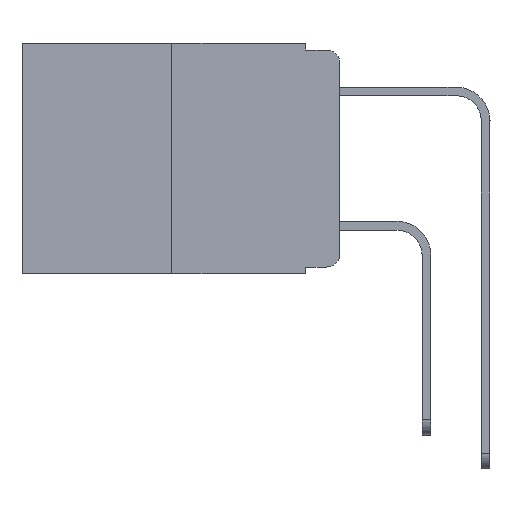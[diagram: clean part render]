
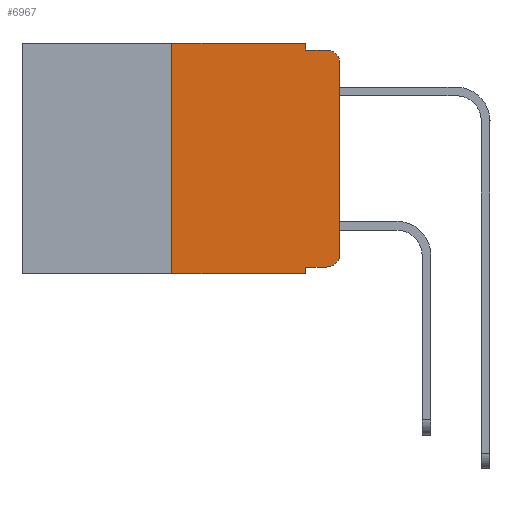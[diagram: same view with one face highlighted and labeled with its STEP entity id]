
A CAD part, left-side view. The second image highlights one B-rep face of the part: STEP entity #6967.
In plain terms, the highlighted planar face has unit normal (-1, 0, 0).
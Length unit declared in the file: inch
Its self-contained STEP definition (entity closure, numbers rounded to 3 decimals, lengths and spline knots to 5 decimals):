
#522 = LINE ( 'NONE', #26228, #20120 ) ;
#713 = CARTESIAN_POINT ( 'NONE',  ( 0., 0.25, -0.343 ) ) ;
#959 = EDGE_CURVE ( 'NONE', #3893, #19360, #8822, .T. ) ;
#987 = LINE ( 'NONE', #1810, #22526 ) ;
#1575 = LINE ( 'NONE', #16071, #6516 ) ;
#1598 = EDGE_CURVE ( 'NONE', #3893, #2467, #20170, .T. ) ;
#1609 = DIRECTION ( 'NONE',  ( 0., 0., -1. ) ) ;
#1640 = CARTESIAN_POINT ( 'NONE',  ( 0., 0.051, 0. ) ) ;
#1718 = EDGE_CURVE ( 'NONE', #14158, #19950, #1575, .T. ) ;
#1810 = CARTESIAN_POINT ( 'NONE',  ( 0., 0.473, 0. ) ) ;
#2467 = VERTEX_POINT ( 'NONE', #3397 ) ;
#2818 = VERTEX_POINT ( 'NONE', #7247 ) ;
#2828 = EDGE_CURVE ( 'NONE', #2818, #24424, #12335, .T. ) ;
#3277 = VECTOR ( 'NONE', #15149, 39.37008 ) ;
#3397 = CARTESIAN_POINT ( 'NONE',  ( 0., 0.051, -0.343 ) ) ;
#3698 = DIRECTION ( 'NONE',  ( -1., 0., 0. ) ) ;
#3893 = VERTEX_POINT ( 'NONE', #15964 ) ;
#3939 = DIRECTION ( 'NONE',  ( 0., -1., 0. ) ) ;
#4140 = AXIS2_PLACEMENT_3D ( 'NONE', #16226, #3698, #18262 ) ;
#4354 = ORIENTED_EDGE ( 'NONE', *, *, #13942, .T. ) ;
#4385 = DIRECTION ( 'NONE',  ( -1., 0., 0. ) ) ;
#4735 = CARTESIAN_POINT ( 'NONE',  ( 0., 0.051, -0.01 ) ) ;
#6516 = VECTOR ( 'NONE', #15810, 39.37008 ) ;
#6753 = VECTOR ( 'NONE', #14984, 39.37008 ) ;
#6795 = VERTEX_POINT ( 'NONE', #7298 ) ;
#6967 = ADVANCED_FACE ( 'NONE', ( #23239 ), #10003, .F. ) ;
#7247 = CARTESIAN_POINT ( 'NONE',  ( 0., 0.051, 0. ) ) ;
#7298 = CARTESIAN_POINT ( 'NONE',  ( 0., 0.02, -0.01 ) ) ;
#7617 = ORIENTED_EDGE ( 'NONE', *, *, #21735, .F. ) ;
#8456 = CARTESIAN_POINT ( 'NONE',  ( 0., 0.051, -0.01 ) ) ;
#8459 = CARTESIAN_POINT ( 'NONE',  ( 0., 0.051, -0.333 ) ) ;
#8822 = LINE ( 'NONE', #8459, #3277 ) ;
#8900 = ORIENTED_EDGE ( 'NONE', *, *, #17639, .T. ) ;
#9409 = AXIS2_PLACEMENT_3D ( 'NONE', #12158, #26513, #14274 ) ;
#9552 = ORIENTED_EDGE ( 'NONE', *, *, #13031, .F. ) ;
#9730 = CIRCLE ( 'NONE', #4140, 0.02 ) ;
#10003 = PLANE ( 'NONE',  #9409 ) ;
#10176 = CARTESIAN_POINT ( 'NONE',  ( 0., 0.25, 0. ) ) ;
#10434 = CARTESIAN_POINT ( 'NONE',  ( 0., 0., -0.03 ) ) ;
#10564 = DIRECTION ( 'NONE',  ( 0., -1., 0. ) ) ;
#11877 = ORIENTED_EDGE ( 'NONE', *, *, #25679, .T. ) ;
#12158 = CARTESIAN_POINT ( 'NONE',  ( 0., 0.473, 0. ) ) ;
#12289 = VERTEX_POINT ( 'NONE', #13825 ) ;
#12335 = LINE ( 'NONE', #12575, #6753 ) ;
#12536 = ORIENTED_EDGE ( 'NONE', *, *, #17480, .F. ) ;
#12575 = CARTESIAN_POINT ( 'NONE',  ( 0., 0.051, 0. ) ) ;
#12914 = CIRCLE ( 'NONE', #21419, 0.02 ) ;
#13031 = EDGE_CURVE ( 'NONE', #14483, #12289, #18222, .T. ) ;
#13825 = CARTESIAN_POINT ( 'NONE',  ( 0., 0.25, 0. ) ) ;
#13942 = EDGE_CURVE ( 'NONE', #14483, #2467, #522, .T. ) ;
#14158 = VERTEX_POINT ( 'NONE', #22779 ) ;
#14274 = DIRECTION ( 'NONE',  ( 0., 0., -1. ) ) ;
#14483 = VERTEX_POINT ( 'NONE', #713 ) ;
#14711 = VECTOR ( 'NONE', #1609, 39.37008 ) ;
#14984 = DIRECTION ( 'NONE',  ( 0., 0., -1. ) ) ;
#15149 = DIRECTION ( 'NONE',  ( 0., -1., 0. ) ) ;
#15450 = LINE ( 'NONE', #8456, #25677 ) ;
#15810 = DIRECTION ( 'NONE',  ( 0., 0., 1. ) ) ;
#15964 = CARTESIAN_POINT ( 'NONE',  ( 0., 0.051, -0.333 ) ) ;
#16071 = CARTESIAN_POINT ( 'NONE',  ( 0., 0., 0. ) ) ;
#16121 = ORIENTED_EDGE ( 'NONE', *, *, #1718, .T. ) ;
#16226 = CARTESIAN_POINT ( 'NONE',  ( 0., 0.02, -0.313 ) ) ;
#16890 = CARTESIAN_POINT ( 'NONE',  ( 0., 0.02, -0.03 ) ) ;
#17362 = ORIENTED_EDGE ( 'NONE', *, *, #959, .T. ) ;
#17480 = EDGE_CURVE ( 'NONE', #12289, #2818, #987, .T. ) ;
#17639 = EDGE_CURVE ( 'NONE', #19950, #6795, #12914, .T. ) ;
#18008 = ORIENTED_EDGE ( 'NONE', *, *, #2828, .F. ) ;
#18222 = LINE ( 'NONE', #10176, #23059 ) ;
#18262 = DIRECTION ( 'NONE',  ( 0., 0., -1. ) ) ;
#18938 = DIRECTION ( 'NONE',  ( 0., 0., -1. ) ) ;
#19360 = VERTEX_POINT ( 'NONE', #19829 ) ;
#19829 = CARTESIAN_POINT ( 'NONE',  ( 0., 0.02, -0.333 ) ) ;
#19950 = VERTEX_POINT ( 'NONE', #10434 ) ;
#20120 = VECTOR ( 'NONE', #22069, 39.37008 ) ;
#20170 = LINE ( 'NONE', #1640, #14711 ) ;
#20537 = DIRECTION ( 'NONE',  ( 0., 0., 1. ) ) ;
#21419 = AXIS2_PLACEMENT_3D ( 'NONE', #16890, #4385, #18938 ) ;
#21735 = EDGE_CURVE ( 'NONE', #24424, #6795, #15450, .T. ) ;
#22069 = DIRECTION ( 'NONE',  ( 0., -1., 0. ) ) ;
#22526 = VECTOR ( 'NONE', #3939, 39.37008 ) ;
#22779 = CARTESIAN_POINT ( 'NONE',  ( 0., 0., -0.313 ) ) ;
#23059 = VECTOR ( 'NONE', #20537, 39.37008 ) ;
#23239 = FACE_OUTER_BOUND ( 'NONE', #23745, .T. ) ;
#23630 = ORIENTED_EDGE ( 'NONE', *, *, #1598, .F. ) ;
#23745 = EDGE_LOOP ( 'NONE', ( #16121, #8900, #7617, #18008, #12536, #9552, #4354, #23630, #17362, #11877 ) ) ;
#24424 = VERTEX_POINT ( 'NONE', #4735 ) ;
#25677 = VECTOR ( 'NONE', #10564, 39.37008 ) ;
#25679 = EDGE_CURVE ( 'NONE', #19360, #14158, #9730, .T. ) ;
#26228 = CARTESIAN_POINT ( 'NONE',  ( 0., 0.473, -0.343 ) ) ;
#26513 = DIRECTION ( 'NONE',  ( 1., 0., 0. ) ) ;
